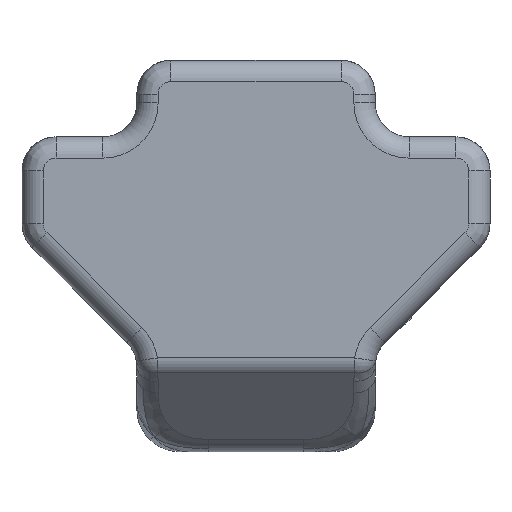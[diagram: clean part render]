
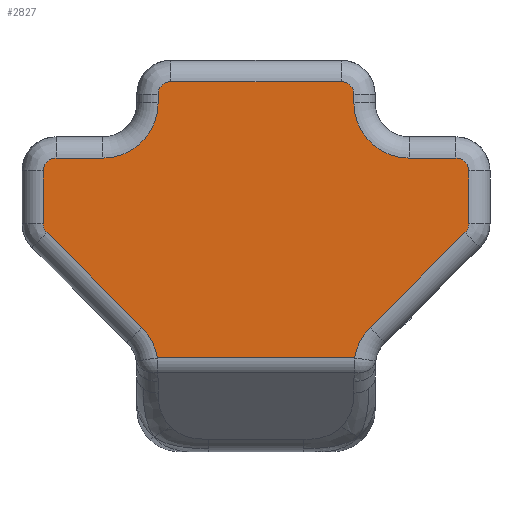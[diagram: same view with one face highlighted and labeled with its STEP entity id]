
A CAD part, front view. The second image highlights one B-rep face of the part: STEP entity #2827.
In plain terms, the highlighted planar face has unit normal (0, -1, 0).
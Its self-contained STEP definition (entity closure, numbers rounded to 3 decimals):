
#211=LINE('',#6644,#365);
#213=LINE('',#6664,#367);
#215=LINE('',#6684,#369);
#217=LINE('',#6696,#371);
#219=LINE('',#6716,#373);
#221=LINE('',#6736,#375);
#223=LINE('',#6748,#377);
#225=LINE('',#6768,#379);
#226=LINE('',#6785,#380);
#265=LINE('',#7108,#419);
#365=VECTOR('',#3483,10.);
#367=VECTOR('',#3495,10.);
#369=VECTOR('',#3507,10.);
#371=VECTOR('',#3521,10.);
#373=VECTOR('',#3533,10.);
#375=VECTOR('',#3545,10.);
#377=VECTOR('',#3559,10.);
#379=VECTOR('',#3571,10.);
#380=VECTOR('',#3582,10.);
#419=VECTOR('',#3811,10.);
#489=PLANE('',#3140);
#623=FACE_OUTER_BOUND('',#807,.T.);
#807=EDGE_LOOP('',(#2287,#2288,#2289,#2290,#2291,#2292,#2293,#2294,#2295,
#2296,#2297,#2298,#2299,#2300,#2301,#2302,#2303,#2304,#2305,#2306));
#928=CIRCLE('',#3000,0.65);
#933=CIRCLE('',#3006,0.15);
#937=CIRCLE('',#3011,0.15);
#941=CIRCLE('',#3017,0.65);
#945=CIRCLE('',#3022,0.15);
#949=CIRCLE('',#3027,0.15);
#953=CIRCLE('',#3033,0.65);
#957=CIRCLE('',#3038,0.15);
#961=CIRCLE('',#3043,0.15);
#964=CIRCLE('',#3048,0.65);
#1215=VERTEX_POINT('',#6636);
#1216=VERTEX_POINT('',#6638);
#1217=VERTEX_POINT('',#6642);
#1218=VERTEX_POINT('',#6654);
#1220=VERTEX_POINT('',#6660);
#1222=VERTEX_POINT('',#6674);
#1224=VERTEX_POINT('',#6680);
#1226=VERTEX_POINT('',#6686);
#1228=VERTEX_POINT('',#6692);
#1230=VERTEX_POINT('',#6706);
#1232=VERTEX_POINT('',#6712);
#1234=VERTEX_POINT('',#6726);
#1236=VERTEX_POINT('',#6732);
#1238=VERTEX_POINT('',#6738);
#1240=VERTEX_POINT('',#6744);
#1242=VERTEX_POINT('',#6758);
#1244=VERTEX_POINT('',#6764);
#1246=VERTEX_POINT('',#6778);
#1247=VERTEX_POINT('',#6783);
#1248=VERTEX_POINT('',#6787);
#1518=EDGE_CURVE('',#1215,#1216,#928,.T.);
#1521=EDGE_CURVE('',#1216,#1217,#211,.T.);
#1524=EDGE_CURVE('',#1217,#1218,#933,.T.);
#1527=EDGE_CURVE('',#1218,#1220,#213,.T.);
#1530=EDGE_CURVE('',#1220,#1222,#937,.T.);
#1533=EDGE_CURVE('',#1222,#1224,#215,.T.);
#1536=EDGE_CURVE('',#1224,#1226,#941,.T.);
#1539=EDGE_CURVE('',#1226,#1228,#217,.T.);
#1542=EDGE_CURVE('',#1228,#1230,#945,.T.);
#1545=EDGE_CURVE('',#1230,#1232,#219,.T.);
#1548=EDGE_CURVE('',#1232,#1234,#949,.T.);
#1551=EDGE_CURVE('',#1234,#1236,#221,.T.);
#1554=EDGE_CURVE('',#1236,#1238,#953,.T.);
#1557=EDGE_CURVE('',#1238,#1240,#223,.T.);
#1560=EDGE_CURVE('',#1240,#1242,#957,.T.);
#1563=EDGE_CURVE('',#1242,#1244,#225,.T.);
#1566=EDGE_CURVE('',#1244,#1246,#961,.T.);
#1568=EDGE_CURVE('',#1246,#1247,#226,.T.);
#1570=EDGE_CURVE('',#1247,#1248,#964,.T.);
#1668=EDGE_CURVE('',#1248,#1215,#265,.T.);
#2287=ORIENTED_EDGE('',*,*,#1570,.F.);
#2288=ORIENTED_EDGE('',*,*,#1568,.F.);
#2289=ORIENTED_EDGE('',*,*,#1566,.F.);
#2290=ORIENTED_EDGE('',*,*,#1563,.F.);
#2291=ORIENTED_EDGE('',*,*,#1560,.F.);
#2292=ORIENTED_EDGE('',*,*,#1557,.F.);
#2293=ORIENTED_EDGE('',*,*,#1554,.F.);
#2294=ORIENTED_EDGE('',*,*,#1551,.F.);
#2295=ORIENTED_EDGE('',*,*,#1548,.F.);
#2296=ORIENTED_EDGE('',*,*,#1545,.F.);
#2297=ORIENTED_EDGE('',*,*,#1542,.F.);
#2298=ORIENTED_EDGE('',*,*,#1539,.F.);
#2299=ORIENTED_EDGE('',*,*,#1536,.F.);
#2300=ORIENTED_EDGE('',*,*,#1533,.F.);
#2301=ORIENTED_EDGE('',*,*,#1530,.F.);
#2302=ORIENTED_EDGE('',*,*,#1527,.F.);
#2303=ORIENTED_EDGE('',*,*,#1524,.F.);
#2304=ORIENTED_EDGE('',*,*,#1521,.F.);
#2305=ORIENTED_EDGE('',*,*,#1518,.F.);
#2306=ORIENTED_EDGE('',*,*,#1668,.F.);
#2827=ADVANCED_FACE('',(#623),#489,.F.);
#3000=AXIS2_PLACEMENT_3D('',#6639,#3475,#3476);
#3006=AXIS2_PLACEMENT_3D('',#6658,#3488,#3489);
#3011=AXIS2_PLACEMENT_3D('',#6678,#3500,#3501);
#3017=AXIS2_PLACEMENT_3D('',#6690,#3514,#3515);
#3022=AXIS2_PLACEMENT_3D('',#6710,#3526,#3527);
#3027=AXIS2_PLACEMENT_3D('',#6730,#3538,#3539);
#3033=AXIS2_PLACEMENT_3D('',#6742,#3552,#3553);
#3038=AXIS2_PLACEMENT_3D('',#6762,#3564,#3565);
#3043=AXIS2_PLACEMENT_3D('',#6781,#3576,#3577);
#3048=AXIS2_PLACEMENT_3D('',#6789,#3587,#3588);
#3140=AXIS2_PLACEMENT_3D('',#7107,#3809,#3810);
#3475=DIRECTION('center_axis',(0.,-1.,0.));
#3476=DIRECTION('ref_axis',(0.866,0.,0.5));
#3483=DIRECTION('',(-0.707,0.,0.707));
#3488=DIRECTION('center_axis',(0.,1.,0.));
#3489=DIRECTION('ref_axis',(-0.924,0.,-0.383));
#3495=DIRECTION('',(0.,0.,1.));
#3500=DIRECTION('center_axis',(0.,1.,0.));
#3501=DIRECTION('ref_axis',(-0.707,0.,0.707));
#3507=DIRECTION('',(1.,0.,0.));
#3514=DIRECTION('center_axis',(0.,-1.,0.));
#3515=DIRECTION('ref_axis',(0.707,0.,-0.707));
#3521=DIRECTION('',(0.,0.,1.));
#3526=DIRECTION('center_axis',(0.,1.,0.));
#3527=DIRECTION('ref_axis',(-0.707,0.,0.707));
#3533=DIRECTION('',(1.,0.,0.));
#3538=DIRECTION('center_axis',(0.,1.,0.));
#3539=DIRECTION('ref_axis',(0.707,0.,0.707));
#3545=DIRECTION('',(0.,0.,-1.));
#3552=DIRECTION('center_axis',(0.,-1.,0.));
#3553=DIRECTION('ref_axis',(-0.707,0.,-0.707));
#3559=DIRECTION('',(1.,0.,0.));
#3564=DIRECTION('center_axis',(0.,1.,0.));
#3565=DIRECTION('ref_axis',(0.707,0.,0.707));
#3571=DIRECTION('',(0.,0.,-1.));
#3576=DIRECTION('center_axis',(0.,1.,0.));
#3577=DIRECTION('ref_axis',(0.924,0.,-0.383));
#3582=DIRECTION('',(-0.707,0.,-0.707));
#3587=DIRECTION('center_axis',(0.,-1.,0.));
#3588=DIRECTION('ref_axis',(-0.866,0.,0.5));
#3809=DIRECTION('center_axis',(0.,1.,0.));
#3810=DIRECTION('ref_axis',(0.,0.,1.));
#3811=DIRECTION('',(-1.,0.,0.));
#6636=CARTESIAN_POINT('',(-1.158,0.,1.204));
#6638=CARTESIAN_POINT('',(-1.34,0.,1.56));
#6639=CARTESIAN_POINT('Origin',(-1.8,0.,1.1));
#6642=CARTESIAN_POINT('',(-2.456,0.,2.676));
#6644=CARTESIAN_POINT('',(-1.215,0.,1.435));
#6654=CARTESIAN_POINT('',(-2.5,0.,2.782));
#6658=CARTESIAN_POINT('Origin',(-2.35,0.,2.782));
#6660=CARTESIAN_POINT('',(-2.5,0.,3.4));
#6664=CARTESIAN_POINT('',(-2.5,0.,2.591));
#6674=CARTESIAN_POINT('',(-2.35,0.,3.55));
#6678=CARTESIAN_POINT('Origin',(-2.35,0.,3.4));
#6680=CARTESIAN_POINT('',(-1.8,0.,3.55));
#6684=CARTESIAN_POINT('',(-1.175,0.,3.55));
#6686=CARTESIAN_POINT('',(-1.15,0.,4.2));
#6690=CARTESIAN_POINT('Origin',(-1.8,0.,4.2));
#6692=CARTESIAN_POINT('',(-1.15,0.,4.3));
#6696=CARTESIAN_POINT('',(-1.15,0.,3.3));
#6706=CARTESIAN_POINT('',(-1.,0.,4.45));
#6710=CARTESIAN_POINT('Origin',(-1.,0.,4.3));
#6712=CARTESIAN_POINT('',(1.,0.,4.45));
#6716=CARTESIAN_POINT('',(-0.5,0.,4.45));
#6726=CARTESIAN_POINT('',(1.15,0.,4.3));
#6730=CARTESIAN_POINT('Origin',(1.,0.,4.3));
#6732=CARTESIAN_POINT('',(1.15,0.,4.2));
#6736=CARTESIAN_POINT('',(1.15,0.,3.35));
#6738=CARTESIAN_POINT('',(1.8,0.,3.55));
#6742=CARTESIAN_POINT('Origin',(1.8,0.,4.2));
#6744=CARTESIAN_POINT('',(2.35,0.,3.55));
#6748=CARTESIAN_POINT('',(0.9,0.,3.55));
#6758=CARTESIAN_POINT('',(2.5,0.,3.4));
#6762=CARTESIAN_POINT('Origin',(2.35,0.,3.4));
#6764=CARTESIAN_POINT('',(2.5,0.,2.782));
#6768=CARTESIAN_POINT('',(2.5,0.,2.9));
#6778=CARTESIAN_POINT('',(2.456,0.,2.676));
#6781=CARTESIAN_POINT('Origin',(2.35,0.,2.782));
#6783=CARTESIAN_POINT('',(1.34,0.,1.56));
#6785=CARTESIAN_POINT('',(1.773,0.,1.993));
#6787=CARTESIAN_POINT('',(1.158,0.,1.204));
#6789=CARTESIAN_POINT('Origin',(1.8,0.,1.1));
#7107=CARTESIAN_POINT('Origin',(0.,0.,2.4));
#7108=CARTESIAN_POINT('',(0.35,0.,1.204));
